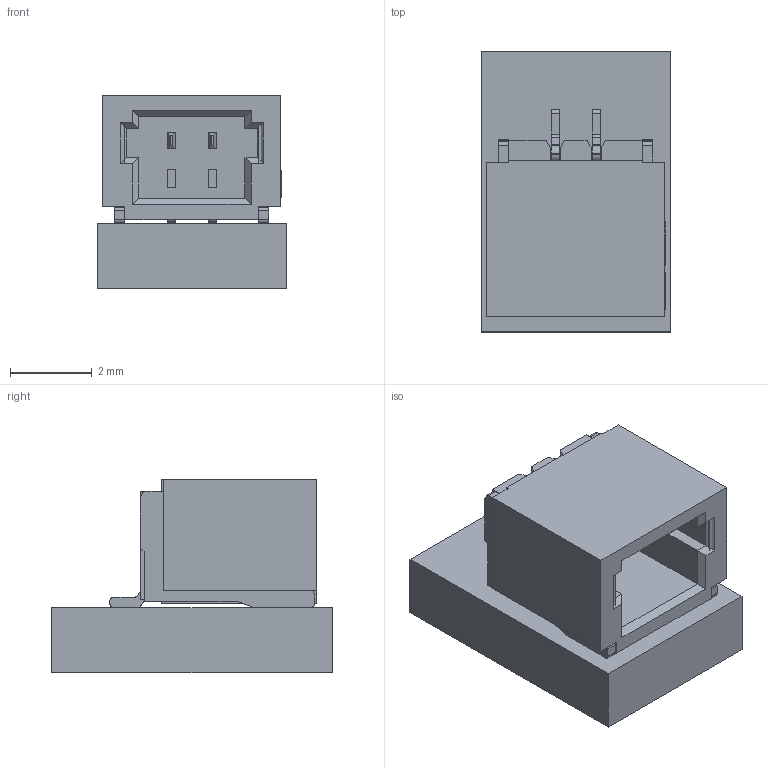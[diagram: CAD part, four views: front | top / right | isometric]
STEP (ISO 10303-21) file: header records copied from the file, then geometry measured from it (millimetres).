
FILE_DESCRIPTION(('Designed by EasyEDA Pro'),'2;1');
FILE_NAME('Open CASCADE Shape Model','2023-02-26T20:42:29',('Author'),( 'Open CASCADE'),'Open CASCADE STEP processor 7.6','Open CASCADE 7.6' ,'Unknown');
FILE_SCHEMA(('AUTOMOTIVE_DESIGN { 1 0 10303 214 1 1 1 1 }'));
Length unit declared in the file: millimetre
Products named in the file (5): PCBModel; COMPOUND; U1; CONN-SMD_2P-P1.00_XUNPU_WAFER-SH1.0-2PWB
Assembly tree (4 placements, depth 4):
  PCBModel
    COMPOUND
    U1
      CONN-SMD_2P-P1.00_XUNPU_WAFER-SH1.0-2PWB
        COMPOUND
Bounding box: 4.63 x 6.84 x 4.74 mm (x, y, z)
Volume: 87.4 mm3; surface area: 314.8 mm2
Topology: 4 solids, 4 shells, 394 faces, 1057 edges, 698 vertices
Faces by surface type: plane 270, bspline 98, cylinder 26
Entity records: 16355 total; most frequent: CARTESIAN_POINT 3460, ORIENTED_EDGE 2114, DIRECTION 1511, EDGE_CURVE 1057, LINE 805, VECTOR 805, VERTEX_POINT 698, FACE_BOUND 421
